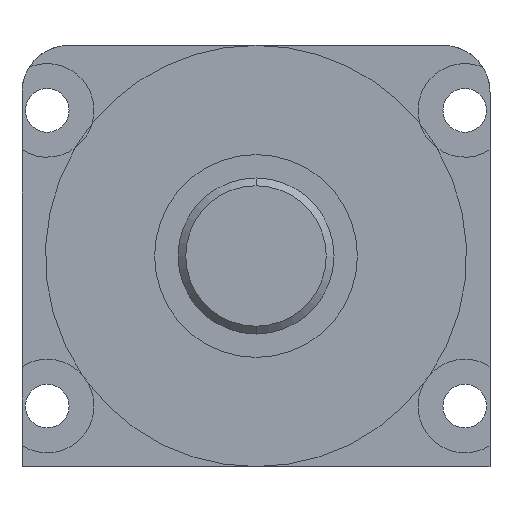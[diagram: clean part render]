
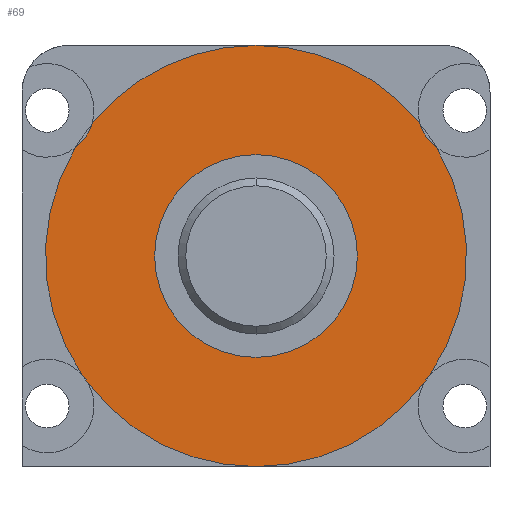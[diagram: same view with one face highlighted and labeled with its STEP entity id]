
A CAD part, left-side view. The second image highlights one B-rep face of the part: STEP entity #69.
In plain terms, the highlighted planar face has unit normal (-1, 0, 0).
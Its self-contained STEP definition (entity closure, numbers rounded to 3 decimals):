
#26 = VERTEX_POINT ( 'NONE', #1934 ) ;
#42 = DIRECTION ( 'NONE',  ( 1., 0., 0. ) ) ;
#49 = VERTEX_POINT ( 'NONE', #525 ) ;
#55 = VERTEX_POINT ( 'NONE', #1760 ) ;
#57 = EDGE_CURVE ( 'NONE', #490, #26, #698, .T. ) ;
#69 = ADVANCED_FACE ( 'NONE', ( #387 ), #986, .F. ) ;
#96 = ORIENTED_EDGE ( 'NONE', *, *, #1488, .F. ) ;
#124 = DIRECTION ( 'NONE',  ( -1., 0., 0. ) ) ;
#131 = AXIS2_PLACEMENT_3D ( 'NONE', #1453, #42, #1313 ) ;
#141 = VERTEX_POINT ( 'NONE', #1417 ) ;
#157 = EDGE_CURVE ( 'NONE', #627, #1531, #1514, .T. ) ;
#163 = CARTESIAN_POINT ( 'NONE',  ( -34.3, 0., 13.5 ) ) ;
#172 = CIRCLE ( 'NONE', #1062, 3. ) ;
#213 = DIRECTION ( 'NONE',  ( 1., 0., 0. ) ) ;
#217 = DIRECTION ( 'NONE',  ( -1., 0., 0. ) ) ;
#253 = CARTESIAN_POINT ( 'NONE',  ( -34.3, -13.385, 9.333 ) ) ;
#270 = DIRECTION ( 'NONE',  ( 0., 0., 1. ) ) ;
#279 = DIRECTION ( 'NONE',  ( 1., 0., 0. ) ) ;
#287 = CARTESIAN_POINT ( 'NONE',  ( -34.3, -10.511, 8.471 ) ) ;
#295 = EDGE_CURVE ( 'NONE', #325, #141, #1155, .T. ) ;
#313 = EDGE_CURVE ( 'NONE', #1790, #55, #1908, .T. ) ;
#325 = VERTEX_POINT ( 'NONE', #711 ) ;
#337 = EDGE_CURVE ( 'NONE', #49, #325, #1581, .T. ) ;
#352 = ORIENTED_EDGE ( 'NONE', *, *, #1070, .F. ) ;
#387 = FACE_OUTER_BOUND ( 'NONE', #865, .T. ) ;
#396 = DIRECTION ( 'NONE',  ( 1., 0., 0. ) ) ;
#490 = VERTEX_POINT ( 'NONE', #894 ) ;
#521 = DIRECTION ( 'NONE',  ( -1., 0., 0. ) ) ;
#525 = CARTESIAN_POINT ( 'NONE',  ( -34.3, 10.795, -8.106 ) ) ;
#573 = CIRCLE ( 'NONE', #1552, 3. ) ;
#597 = DIRECTION ( 'NONE',  ( 0., 0., 1. ) ) ;
#627 = VERTEX_POINT ( 'NONE', #163 ) ;
#645 = CARTESIAN_POINT ( 'NONE',  ( -34.3, 0., 0. ) ) ;
#648 = ORIENTED_EDGE ( 'NONE', *, *, #1242, .F. ) ;
#678 = ORIENTED_EDGE ( 'NONE', *, *, #1532, .F. ) ;
#692 = DIRECTION ( 'NONE',  ( 0., 0., -1. ) ) ;
#697 = CARTESIAN_POINT ( 'NONE',  ( -34.3, 0., 0. ) ) ;
#698 = CIRCLE ( 'NONE', #1545, 13.5 ) ;
#711 = CARTESIAN_POINT ( 'NONE',  ( -34.3, 11.124, -7.649 ) ) ;
#754 = CARTESIAN_POINT ( 'NONE',  ( -34.3, 13.385, 9.333 ) ) ;
#806 = ORIENTED_EDGE ( 'NONE', *, *, #313, .F. ) ;
#817 = CARTESIAN_POINT ( 'NONE',  ( -34.3, -11.583, 6.935 ) ) ;
#853 = DIRECTION ( 'NONE',  ( 1., 0., 0. ) ) ;
#865 = EDGE_LOOP ( 'NONE', ( #1208, #1680, #96, #1385, #352, #806, #1855, #1035, #648, #678 ) ) ;
#894 = CARTESIAN_POINT ( 'NONE',  ( -34.3, -10.795, -8.106 ) ) ;
#895 = CARTESIAN_POINT ( 'NONE',  ( -34.3, 0., 0. ) ) ;
#986 = PLANE ( 'NONE',  #131 ) ;
#990 = AXIS2_PLACEMENT_3D ( 'NONE', #697, #396, #1341 ) ;
#1031 = CIRCLE ( 'NONE', #1914, 13.5 ) ;
#1035 = ORIENTED_EDGE ( 'NONE', *, *, #157, .F. ) ;
#1040 = DIRECTION ( 'NONE',  ( 0., 0., 1. ) ) ;
#1062 = AXIS2_PLACEMENT_3D ( 'NONE', #1629, #217, #1040 ) ;
#1070 = EDGE_CURVE ( 'NONE', #55, #490, #172, .T. ) ;
#1108 = DIRECTION ( 'NONE',  ( 1., 0., 0. ) ) ;
#1121 = AXIS2_PLACEMENT_3D ( 'NONE', #1331, #213, #1310 ) ;
#1149 = DIRECTION ( 'NONE',  ( 0., 0., 1. ) ) ;
#1155 = CIRCLE ( 'NONE', #990, 13.5 ) ;
#1199 = DIRECTION ( 'NONE',  ( 0., 0., -1. ) ) ;
#1208 = ORIENTED_EDGE ( 'NONE', *, *, #295, .F. ) ;
#1214 = DIRECTION ( 'NONE',  ( -1., 0., 0. ) ) ;
#1242 = EDGE_CURVE ( 'NONE', #1484, #627, #1031, .T. ) ;
#1265 = CIRCLE ( 'NONE', #1463, 13.5 ) ;
#1310 = DIRECTION ( 'NONE',  ( 0., 0., -1. ) ) ;
#1313 = DIRECTION ( 'NONE',  ( 0., 0., -1. ) ) ;
#1331 = CARTESIAN_POINT ( 'NONE',  ( -34.3, 0., 0. ) ) ;
#1341 = DIRECTION ( 'NONE',  ( 0., 0., -1. ) ) ;
#1385 = ORIENTED_EDGE ( 'NONE', *, *, #57, .F. ) ;
#1408 = DIRECTION ( 'NONE',  ( 0., 0., -1. ) ) ;
#1417 = CARTESIAN_POINT ( 'NONE',  ( -34.3, 11.583, 6.935 ) ) ;
#1453 = CARTESIAN_POINT ( 'NONE',  ( -34.3, 0., 0. ) ) ;
#1463 = AXIS2_PLACEMENT_3D ( 'NONE', #895, #279, #1199 ) ;
#1484 = VERTEX_POINT ( 'NONE', #1625 ) ;
#1488 = EDGE_CURVE ( 'NONE', #26, #49, #1265, .T. ) ;
#1514 = CIRCLE ( 'NONE', #1842, 13.5 ) ;
#1519 = EDGE_CURVE ( 'NONE', #1531, #1790, #573, .T. ) ;
#1531 = VERTEX_POINT ( 'NONE', #287 ) ;
#1532 = EDGE_CURVE ( 'NONE', #141, #1484, #1658, .T. ) ;
#1545 = AXIS2_PLACEMENT_3D ( 'NONE', #1604, #853, #692 ) ;
#1547 = AXIS2_PLACEMENT_3D ( 'NONE', #1930, #521, #1149 ) ;
#1552 = AXIS2_PLACEMENT_3D ( 'NONE', #253, #124, #597 ) ;
#1581 = CIRCLE ( 'NONE', #1547, 3. ) ;
#1604 = CARTESIAN_POINT ( 'NONE',  ( -34.3, 0., 0. ) ) ;
#1625 = CARTESIAN_POINT ( 'NONE',  ( -34.3, 10.511, 8.471 ) ) ;
#1629 = CARTESIAN_POINT ( 'NONE',  ( -34.3, -13.385, -9.621 ) ) ;
#1658 = CIRCLE ( 'NONE', #1953, 3. ) ;
#1680 = ORIENTED_EDGE ( 'NONE', *, *, #337, .F. ) ;
#1760 = CARTESIAN_POINT ( 'NONE',  ( -34.3, -11.124, -7.649 ) ) ;
#1790 = VERTEX_POINT ( 'NONE', #817 ) ;
#1830 = DIRECTION ( 'NONE',  ( 0., 0., -1. ) ) ;
#1838 = DIRECTION ( 'NONE',  ( 1., 0., 0. ) ) ;
#1842 = AXIS2_PLACEMENT_3D ( 'NONE', #645, #1108, #1408 ) ;
#1855 = ORIENTED_EDGE ( 'NONE', *, *, #1519, .F. ) ;
#1908 = CIRCLE ( 'NONE', #1121, 13.5 ) ;
#1914 = AXIS2_PLACEMENT_3D ( 'NONE', #1978, #1838, #1830 ) ;
#1930 = CARTESIAN_POINT ( 'NONE',  ( -34.3, 13.385, -9.621 ) ) ;
#1934 = CARTESIAN_POINT ( 'NONE',  ( -34.3, 0., -13.5 ) ) ;
#1953 = AXIS2_PLACEMENT_3D ( 'NONE', #754, #1214, #270 ) ;
#1978 = CARTESIAN_POINT ( 'NONE',  ( -34.3, 0., 0. ) ) ;
